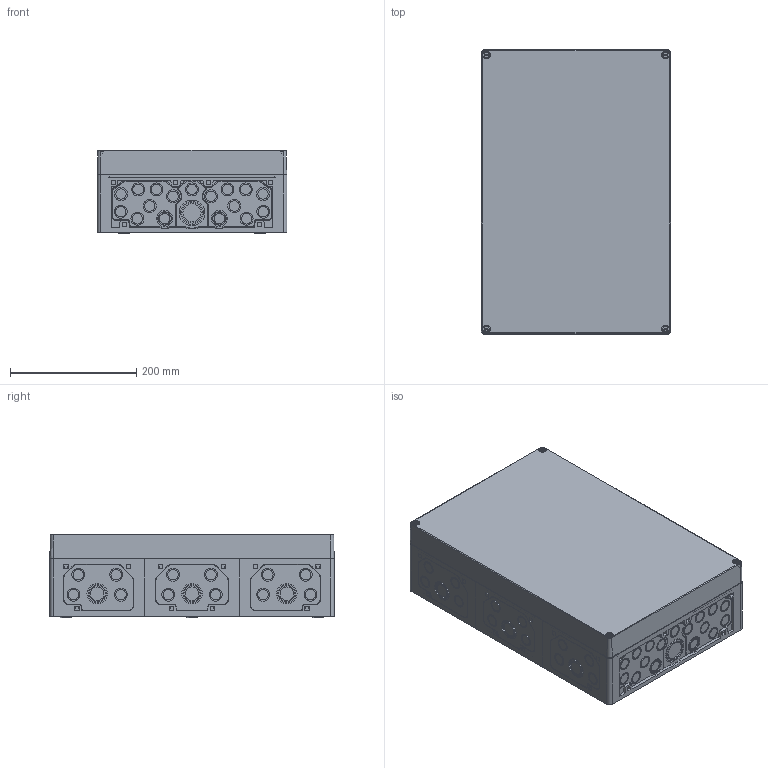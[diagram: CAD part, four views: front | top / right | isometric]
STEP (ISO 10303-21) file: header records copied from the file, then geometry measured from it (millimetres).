
FILE_DESCRIPTION( ( 'STEP AP214' ), ' ' );
FILE_NAME( '74500301.stp', '2016-04-11T16:02:21', ( '' ), ( '' ), ' ', 'PARTsolutions', ' ' );
FILE_SCHEMA( ( 'AUTOMOTIVE_DESIGN { 1 0 10303 214 1 1 1 1 }' ) );
Length unit declared in the file: millimetre
Products named in the file (6): 74500301; _Kasten-ak-2-mittelstk; _Kasten-ak-2-endstk-unten; _Kasten-ak-2-endstk-oben; _Deckel-ak-3-t; _Schraube-ak2-lang
Assembly tree (8 placements, depth 2):
  74500301
    _Kasten-ak-2-mittelstk
    _Kasten-ak-2-endstk-unten
    _Kasten-ak-2-endstk-oben
    _Deckel-ak-3-t
    _Schraube-ak2-lang  x4
Bounding box: 300 x 450 x 132 mm (x, y, z)
Volume: 1908612 mm3; surface area: 1115111.9 mm2
Topology: 8 solids, 8 shells, 2937 faces, 7534 edges, 4952 vertices
Faces by surface type: plane 1973, cylinder 666, cone 288, torus 10
Full cylindrical faces by diameter (mm): 3.2 x52, 6 x12, 6.5 x4, 8 x8, 8.6 x4, 9 x4, 9.5 x4, 11 x6, 11.8 x8, 14.1 x6, 16.5 x58, 20.5 x58, 21.5 x10, 25.5 x10, 28.5 x8, 32.5 x8, 36.5 x2, 40.5 x2
Entity records: 107786 total; most frequent: CARTESIAN_POINT 15340, DIRECTION 14438, ORIENTED_EDGE 13916, EDGE_CURVE 6958, AXIS2_PLACEMENT_3D 4846, VERTEX_POINT 4752, LINE 4746, VECTOR 4746
